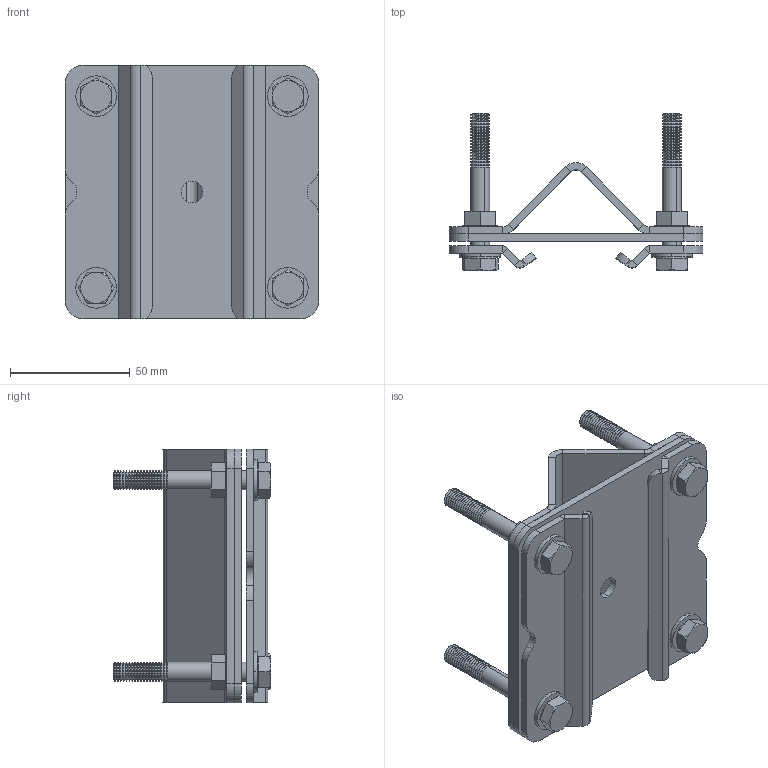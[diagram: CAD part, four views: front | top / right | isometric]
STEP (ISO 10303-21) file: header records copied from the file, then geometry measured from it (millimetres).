
FILE_DESCRIPTION (( 'STEP AP203' ), '1' );
FILE_NAME ('T85180.STEP', '2018-09-24T12:50:52', ( '' ), ( '' ), 'SwSTEP 2.0', 'SolidWorks 2016', '' );
FILE_SCHEMA (( 'CONFIG_CONTROL_DESIGN' ));
Length unit declared in the file: millimetre
Products named in the file (7): TH2634; TH2632; A Washer_Bright washer BS 4320 - M8 (Form A); F936; Hex Bolt_ISO 4016 - M8 x 60 x 22-WS; T85180; TH2645
Assembly tree (16 placements, depth 2):
  T85180
    TH2634
    TH2632  x2
    TH2645
    F936  x4
    A Washer_Bright washer BS 4320 - M8 (Form A)  x4
    Hex Bolt_ISO 4016 - M8 x 60 x 22-WS  x4
Bounding box: 106 x 65.67 x 106 mm (x, y, z)
Volume: 113927.2 mm3; surface area: 82945.3 mm2
Topology: 16 solids, 16 shells, 1315 faces, 3411 edges, 2154 vertices
Faces by surface type: cylinder 514, plane 394, cone 320, bspline 87
Entity records: 23529 total; most frequent: CARTESIAN_POINT 9057, ORIENTED_EDGE 2888, DIRECTION 2696, EDGE_CURVE 1444, AXIS2_PLACEMENT_3D 951, VERTEX_POINT 924, LINE 794, VECTOR 794
